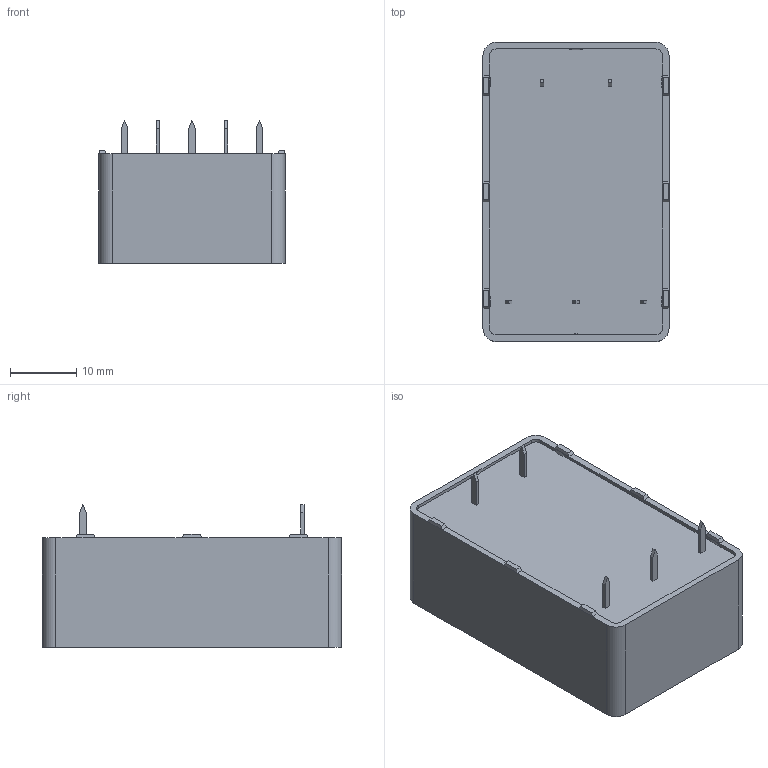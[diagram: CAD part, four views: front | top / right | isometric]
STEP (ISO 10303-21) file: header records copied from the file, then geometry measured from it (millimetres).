
FILE_DESCRIPTION (( 'STEP AP214' ), '1' );
FILE_NAME ('EFC_KFAHAV_L45W28H17.STEP', '2018-10-29T16:27:28', ( '' ), ( '' ), 'SwSTEP 2.0', 'SolidWorks 2014', '' );
FILE_SCHEMA (( 'AUTOMOTIVE_DESIGN' ));
Length unit declared in the file: millimetre
Products named in the file (5): 20300484500; 20051002600; resin FAH; 20042000500; EFC_KFAHAV_L45W28H17
Assembly tree (8 placements, depth 2):
  EFC_KFAHAV_L45W28H17
    20300484500
    20042000500
    20051002600  x5
    resin FAH
Bounding box: 28 x 45 x 21.5 mm (x, y, z)
Volume: 20199.8 mm3; surface area: 15921.3 mm2
Topology: 8 solids, 8 shells, 474 faces, 1301 edges, 838 vertices
Faces by surface type: plane 271, cylinder 109, bspline 59, cone 35
Entity records: 17459 total; most frequent: CARTESIAN_POINT 3414, ORIENTED_EDGE 2186, DIRECTION 2030, EDGE_CURVE 1093, LINE 722, VECTOR 722, VERTEX_POINT 708, AXIS2_PLACEMENT_3D 654
